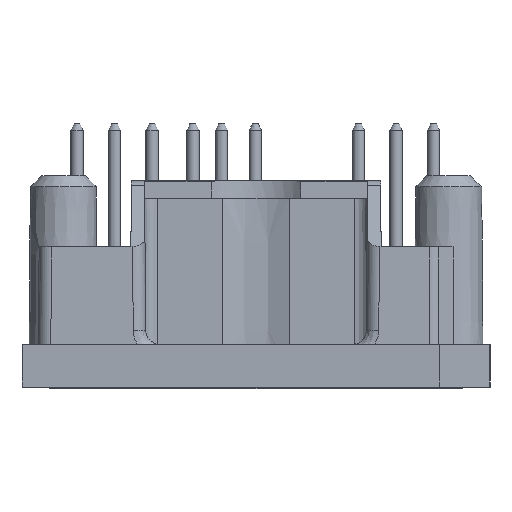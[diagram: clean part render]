
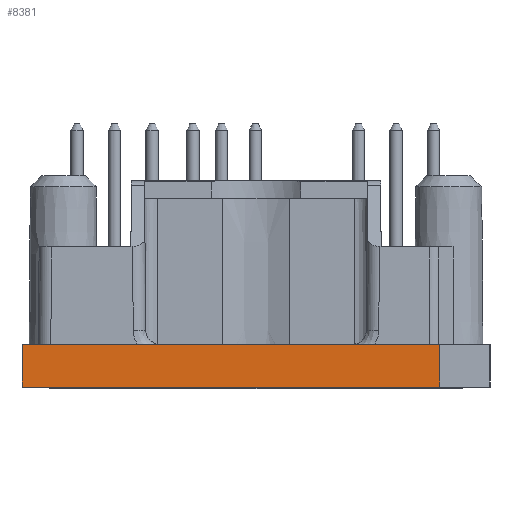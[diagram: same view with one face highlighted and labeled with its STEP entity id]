
A CAD part, left-side view. The second image highlights one B-rep face of the part: STEP entity #8381.
In plain terms, the highlighted planar face has unit normal (-1, 0, 0).
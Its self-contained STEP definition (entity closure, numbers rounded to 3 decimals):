
#1924=ORIENTED_EDGE('',*,*,#3766,.T.);
#1925=ORIENTED_EDGE('',*,*,#3665,.F.);
#1926=ORIENTED_EDGE('',*,*,#3767,.T.);
#1927=ORIENTED_EDGE('',*,*,#3638,.T.);
#3638=EDGE_CURVE('',#4652,#4651,#5370,.T.);
#3665=EDGE_CURVE('',#4663,#4664,#5387,.T.);
#3766=EDGE_CURVE('',#4651,#4664,#5443,.T.);
#3767=EDGE_CURVE('',#4663,#4652,#5444,.T.);
#4651=VERTEX_POINT('',#16769);
#4652=VERTEX_POINT('',#16771);
#4663=VERTEX_POINT('',#16829);
#4664=VERTEX_POINT('',#16830);
#5370=LINE('',#16770,#6002);
#5387=LINE('',#16828,#6019);
#5443=LINE('',#17066,#6075);
#5444=LINE('',#17067,#6076);
#6002=VECTOR('',#13138,1000.);
#6019=VECTOR('',#13183,1000.);
#6075=VECTOR('',#13325,1000.);
#6076=VECTOR('',#13326,1000.);
#6628=EDGE_LOOP('',(#1924,#1925,#1926,#1927));
#7414=FACE_BOUND('',#6628,.T.);
#7980=PLANE('',#11810);
#8381=ADVANCED_FACE('',(#7414),#7980,.F.);
#11810=AXIS2_PLACEMENT_3D('',#17065,#13323,#13324);
#13138=DIRECTION('',(0.,-1.,0.));
#13183=DIRECTION('',(0.,-1.,0.));
#13323=DIRECTION('',(1.,0.,0.));
#13324=DIRECTION('',(0.,1.,0.));
#13325=DIRECTION('',(0.,0.,1.));
#13326=DIRECTION('',(0.,0.,-1.));
#16769=CARTESIAN_POINT('',(-41.,-14.7,0.));
#16770=CARTESIAN_POINT('',(-41.,18.7,0.));
#16771=CARTESIAN_POINT('',(-41.,18.7,0.));
#16828=CARTESIAN_POINT('',(-41.,18.7,3.4));
#16829=CARTESIAN_POINT('',(-41.,18.7,3.4));
#16830=CARTESIAN_POINT('',(-41.,-14.7,3.4));
#17065=CARTESIAN_POINT('',(-41.,18.7,3.4));
#17066=CARTESIAN_POINT('',(-41.,-14.7,3.4));
#17067=CARTESIAN_POINT('',(-41.,18.7,3.4));
